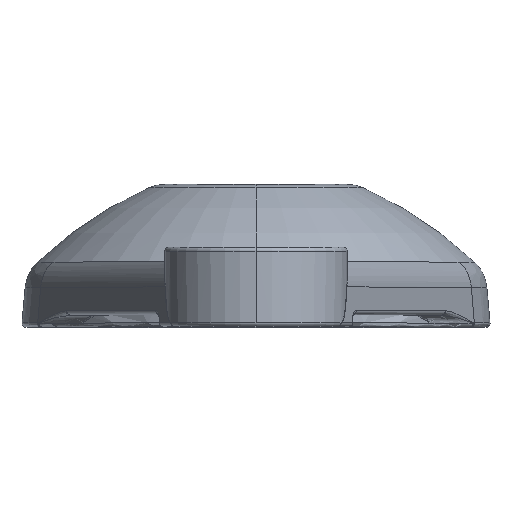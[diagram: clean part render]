
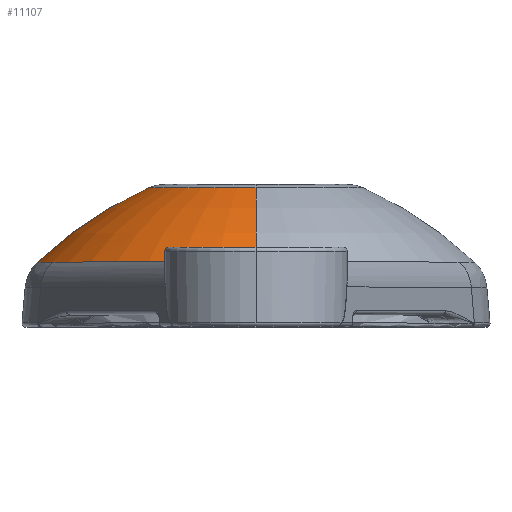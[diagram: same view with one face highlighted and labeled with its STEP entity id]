
A CAD part, top view. The second image highlights one B-rep face of the part: STEP entity #11107.
In plain terms, the highlighted toroidal (fillet/blend) face has major radius 6.829 mm and minor radius 50 mm.
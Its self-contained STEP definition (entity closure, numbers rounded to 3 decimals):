
#272 = CIRCLE ( 'NONE', #5762, 27.565 ) ;
#282 = DIRECTION ( 'NONE',  ( 0., 1., 0. ) ) ;
#298 = CIRCLE ( 'NONE', #5823, 13.537 ) ;
#886 = ORIENTED_EDGE ( 'NONE', *, *, #7367, .F. ) ;
#1094 = AXIS2_PLACEMENT_3D ( 'NONE', #6856, #282, #2358 ) ;
#1804 = ORIENTED_EDGE ( 'NONE', *, *, #5281, .T. ) ;
#2051 = B_SPLINE_CURVE_WITH_KNOTS ( 'NONE', 3,
 ( #5919, #5718, #5700, #5652, #5625, #5609 ),
 .UNSPECIFIED., .F., .F.,
 ( 4, 2, 4 ),
 ( 0., 0.5, 1. ),
 .UNSPECIFIED. ) ;
#2343 = DIRECTION ( 'NONE',  ( 0., 0., -1. ) ) ;
#2358 = DIRECTION ( 'NONE',  ( 0., 0., 1. ) ) ;
#2434 = DIRECTION ( 'NONE',  ( 1., 0., 0. ) ) ;
#2477 = CARTESIAN_POINT ( 'NONE',  ( 0., -29.098, 6.829 ) ) ;
#2867 = AXIS2_PLACEMENT_3D ( 'NONE', #2477, #2434, #2343 ) ;
#3432 = VERTEX_POINT ( 'NONE', #3626 ) ;
#3626 = CARTESIAN_POINT ( 'NONE',  ( 0., 16.566, -13.537 ) ) ;
#3868 = CARTESIAN_POINT ( 'NONE',  ( 0., 7.193, -27.565 ) ) ;
#4533 = AXIS2_PLACEMENT_3D ( 'NONE', #12374, #12342, #12322 ) ;
#4899 = EDGE_CURVE ( 'NONE', #3432, #12026, #298, .T. ) ;
#4914 = EDGE_CURVE ( 'NONE', #6628, #12268, #272, .T. ) ;
#5173 = DIRECTION ( 'NONE',  ( 0., 0., 1. ) ) ;
#5201 = ORIENTED_EDGE ( 'NONE', *, *, #6006, .T. ) ;
#5275 = DIRECTION ( 'NONE',  ( -1., 0., 0. ) ) ;
#5281 = EDGE_CURVE ( 'NONE', #14367, #12026, #14294, .T. ) ;
#5326 = CARTESIAN_POINT ( 'NONE',  ( 0., -29.098, -6.829 ) ) ;
#5392 = CARTESIAN_POINT ( 'NONE',  ( 0., 7.193, 27.565 ) ) ;
#5401 = AXIS2_PLACEMENT_3D ( 'NONE', #5326, #5275, #5173 ) ;
#5609 = CARTESIAN_POINT ( 'NONE',  ( -25.717, 7.193, 9.923 ) ) ;
#5625 = CARTESIAN_POINT ( 'NONE',  ( -26.326, 7.193, 8.345 ) ) ;
#5652 = CARTESIAN_POINT ( 'NONE',  ( -26.789, 7.193, 6.71 ) ) ;
#5700 = CARTESIAN_POINT ( 'NONE',  ( -27.409, 7.193, 3.384 ) ) ;
#5718 = CARTESIAN_POINT ( 'NONE',  ( -27.565, 7.193, 1.692 ) ) ;
#5762 = AXIS2_PLACEMENT_3D ( 'NONE', #12074, #10842, #10883 ) ;
#5823 = AXIS2_PLACEMENT_3D ( 'NONE', #13836, #13786, #14338 ) ;
#5919 = CARTESIAN_POINT ( 'NONE',  ( -27.565, 7.193, 0. ) ) ;
#6006 = EDGE_CURVE ( 'NONE', #11282, #14367, #13167, .T. ) ;
#6354 = EDGE_CURVE ( 'NONE', #12268, #11282, #2051, .T. ) ;
#6628 = VERTEX_POINT ( 'NONE', #3868 ) ;
#6856 = CARTESIAN_POINT ( 'NONE',  ( 0., -29.098, 0. ) ) ;
#6866 = FACE_OUTER_BOUND ( 'NONE', #9097, .T. ) ;
#6926 = TOROIDAL_SURFACE ( 'NONE', #1094, -6.829, 50. ) ;
#7196 = CARTESIAN_POINT ( 'NONE',  ( -25.717, 7.193, 9.923 ) ) ;
#7367 = EDGE_CURVE ( 'NONE', #6628, #3432, #11567, .T. ) ;
#8266 = CARTESIAN_POINT ( 'NONE',  ( -27.565, 7.193, 0. ) ) ;
#9097 = EDGE_LOOP ( 'NONE', ( #886, #10649, #9455, #5201, #1804, #12368 ) ) ;
#9455 = ORIENTED_EDGE ( 'NONE', *, *, #6354, .T. ) ;
#10649 = ORIENTED_EDGE ( 'NONE', *, *, #4914, .T. ) ;
#10842 = DIRECTION ( 'NONE',  ( 0., 1., 0. ) ) ;
#10883 = DIRECTION ( 'NONE',  ( 0., 0., 1. ) ) ;
#11107 = ADVANCED_FACE ( 'NONE', ( #6866 ), #6926, .T. ) ;
#11282 = VERTEX_POINT ( 'NONE', #7196 ) ;
#11567 = CIRCLE ( 'NONE', #2867, 50. ) ;
#12026 = VERTEX_POINT ( 'NONE', #13615 ) ;
#12074 = CARTESIAN_POINT ( 'NONE',  ( 0., 7.193, 0. ) ) ;
#12268 = VERTEX_POINT ( 'NONE', #8266 ) ;
#12322 = DIRECTION ( 'NONE',  ( 0., 0., 1. ) ) ;
#12342 = DIRECTION ( 'NONE',  ( 0., 1., 0. ) ) ;
#12368 = ORIENTED_EDGE ( 'NONE', *, *, #4899, .F. ) ;
#12374 = CARTESIAN_POINT ( 'NONE',  ( 0., 7.193, 0. ) ) ;
#13167 = CIRCLE ( 'NONE', #4533, 27.565 ) ;
#13615 = CARTESIAN_POINT ( 'NONE',  ( 0., 16.566, 13.537 ) ) ;
#13786 = DIRECTION ( 'NONE',  ( 0., 1., 0. ) ) ;
#13836 = CARTESIAN_POINT ( 'NONE',  ( 0., 16.566, 0. ) ) ;
#14294 = CIRCLE ( 'NONE', #5401, 50. ) ;
#14338 = DIRECTION ( 'NONE',  ( 0., 0., 1. ) ) ;
#14367 = VERTEX_POINT ( 'NONE', #5392 ) ;
